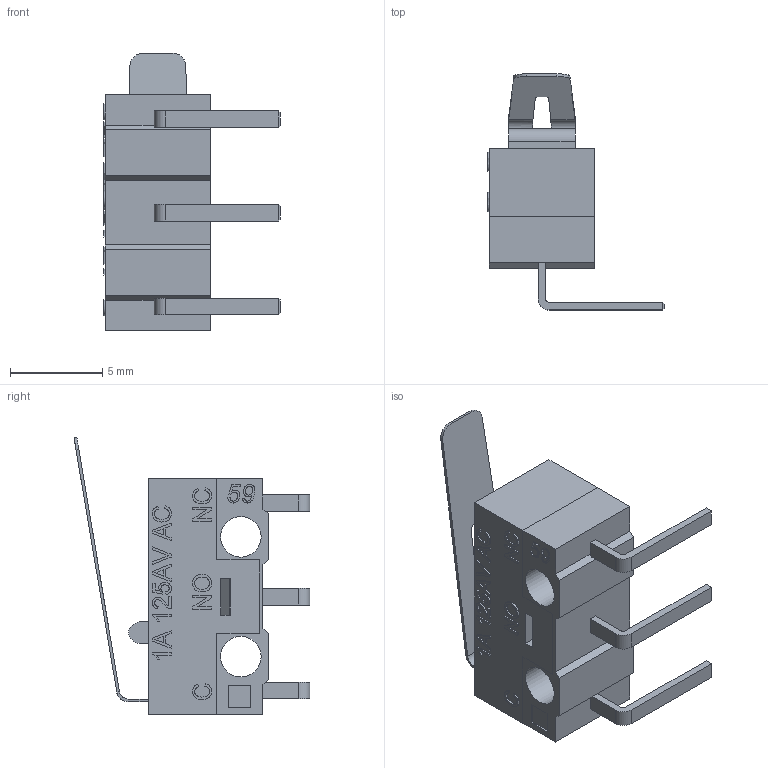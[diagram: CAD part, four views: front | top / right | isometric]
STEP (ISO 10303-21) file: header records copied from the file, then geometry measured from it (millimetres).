
FILE_DESCRIPTION(/* description */ (''),/* implementation_level */ '2;1');
FILE_NAME(/* name */ 'DM1-01P-30-3 v3.step',/* time_stamp */ '2023-09-30T17:05:40+03:00',/* author */ (''),/* organization */ (''),/* preprocessor_version */ 'ST-DEVELOPER v20',/* originating_system */ 'Autodesk Translation Framework v12.9.0.99',/* authorisation */ '');
FILE_SCHEMA (('AUTOMOTIVE_DESIGN { 1 0 10303 214 3 1 1 }'));
Length unit declared in the file: millimetre
Products named in the file (7): DM1-01P-30-3; Low_Part; High_Part; Button; Short_Lever; low part; Low_Part_1
Assembly tree (6 placements, depth 3):
  DM1-01P-30-3
    Low_Part
    High_Part
    Button
    Short_Lever
    low part
      Low_Part_1
Bounding box: 9.6 x 12.8 x 15.05 mm (x, y, z)
Volume: 474.2 mm3; surface area: 881 mm2
Topology: 7 solids, 7 shells, 363 faces, 949 edges, 628 vertices
Faces by surface type: plane 254, bspline 89, cylinder 20
Full cylindrical faces by diameter (mm): 1 x2, 2.2 x2
Entity records: 16231 total; most frequent: CARTESIAN_POINT 7626, ORIENTED_EDGE 1898, DIRECTION 1387, EDGE_CURVE 949, LINE 729, VECTOR 729, VERTEX_POINT 628, EDGE_LOOP 399
